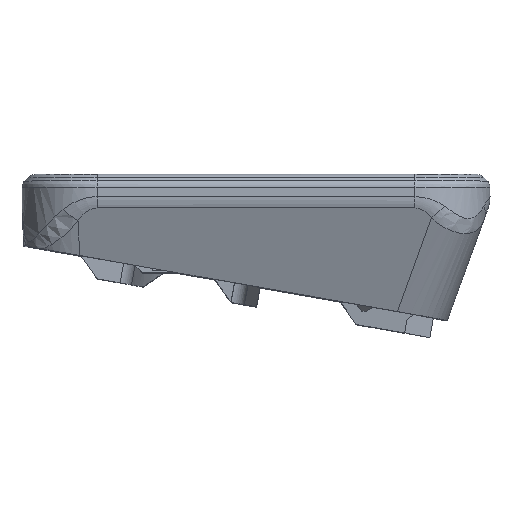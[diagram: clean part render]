
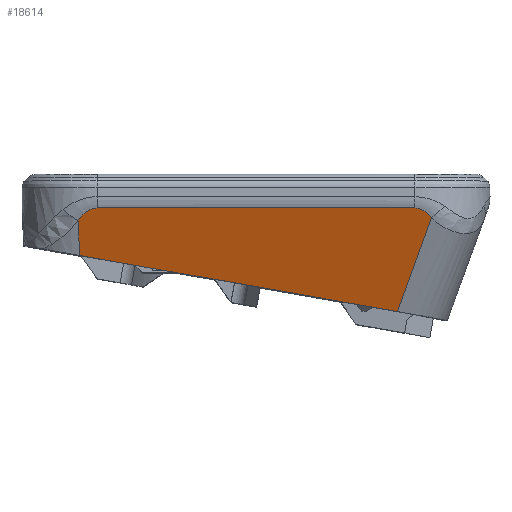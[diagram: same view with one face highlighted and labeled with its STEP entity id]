
A CAD part, top view. The second image highlights one B-rep face of the part: STEP entity #18614.
In plain terms, the highlighted free-form (B-spline) face has degree [1, 1] with [2, 2] control points.
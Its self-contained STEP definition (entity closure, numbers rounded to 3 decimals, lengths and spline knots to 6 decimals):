
#12=LINE('',#24213,#2045);
#2045=VECTOR('',#20251,1.);
#5063=ORIENTED_EDGE('',*,*,#10821,.T.);
#5064=ORIENTED_EDGE('',*,*,#10822,.T.);
#5065=ORIENTED_EDGE('',*,*,#10815,.T.);
#5066=ORIENTED_EDGE('',*,*,#10823,.F.);
#5067=ORIENTED_EDGE('',*,*,#10824,.T.);
#5068=ORIENTED_EDGE('',*,*,#10825,.T.);
#10815=EDGE_CURVE('',#13694,#13695,#15518,.F.);
#10821=EDGE_CURVE('',#13700,#13701,#15524,.T.);
#10822=EDGE_CURVE('',#13701,#13694,#15525,.T.);
#10823=EDGE_CURVE('',#13702,#13695,#12,.T.);
#10824=EDGE_CURVE('',#13702,#13703,#15526,.T.);
#10825=EDGE_CURVE('',#13703,#13700,#15527,.T.);
#13694=VERTEX_POINT('',#24092);
#13695=VERTEX_POINT('',#24093);
#13700=VERTEX_POINT('',#24207);
#13701=VERTEX_POINT('',#24208);
#13702=VERTEX_POINT('',#24214);
#13703=VERTEX_POINT('',#24219);
#15518=B_SPLINE_CURVE_WITH_KNOTS('',3,(#24088,#24089,#24090,#24091),
 .UNSPECIFIED.,.F.,.F.,(4,4),(0.,1.),.UNSPECIFIED.);
#15524=B_SPLINE_CURVE_WITH_KNOTS('',3,(#24203,#24204,#24205,#24206),
 .UNSPECIFIED.,.F.,.F.,(4,4),(0.,1.),.UNSPECIFIED.);
#15525=B_SPLINE_CURVE_WITH_KNOTS('',3,(#24209,#24210,#24211,#24212),
 .UNSPECIFIED.,.F.,.F.,(4,4),(0.,1.),.UNSPECIFIED.);
#15526=B_SPLINE_CURVE_WITH_KNOTS('',3,(#24215,#24216,#24217,#24218),
 .UNSPECIFIED.,.F.,.F.,(4,4),(0.,1.),.UNSPECIFIED.);
#15527=B_SPLINE_CURVE_WITH_KNOTS('',3,(#24220,#24221,#24222,#24223),
 .UNSPECIFIED.,.F.,.F.,(4,4),(0.,1.),.UNSPECIFIED.);
#15754=EDGE_LOOP('',(#5063,#5064,#5065,#5066,#5067,#5068));
#16837=FACE_BOUND('',#15754,.T.);
#17909=B_SPLINE_SURFACE_WITH_KNOTS('',1,1,((#24199,#24200),(#24201,#24202)),
 .PLANE_SURF.,.F.,.F.,.F.,(2,2),(2,2),(0.,1.),(0.,1.),.UNSPECIFIED.);
#18614=ADVANCED_FACE('',(#16837),#17909,.T.);
#20251=DIRECTION('',(-0.983,0.173,0.063));
#24088=CARTESIAN_POINT('',(0.003708,0.012303,0.049228));
#24089=CARTESIAN_POINT('',(0.003578,0.014782,0.05013));
#24090=CARTESIAN_POINT('',(0.003448,0.01726,0.051032));
#24091=CARTESIAN_POINT('',(0.003318,0.019738,0.051934));
#24092=CARTESIAN_POINT('',(0.003318,0.019738,0.051934));
#24093=CARTESIAN_POINT('',(0.003708,0.012303,0.049228));
#24199=CARTESIAN_POINT('',(-0.000946,-0.000869,0.044434));
#24200=CARTESIAN_POINT('',(-0.000946,0.023537,0.053317));
#24201=CARTESIAN_POINT('',(0.082925,-0.000869,0.044434));
#24202=CARTESIAN_POINT('',(0.082925,0.023537,0.053317));
#24203=CARTESIAN_POINT('',(0.0751,0.022427,0.052913));
#24204=CARTESIAN_POINT('',(0.052533,0.022427,0.052913));
#24205=CARTESIAN_POINT('',(0.029966,0.022427,0.052913));
#24206=CARTESIAN_POINT('',(0.007399,0.022427,0.052913));
#24207=CARTESIAN_POINT('',(0.0751,0.022427,0.052914));
#24208=CARTESIAN_POINT('',(0.007399,0.022427,0.052914));
#24209=CARTESIAN_POINT('',(0.007399,0.022427,0.052913));
#24210=CARTESIAN_POINT('',(0.005991,0.022427,0.052913));
#24211=CARTESIAN_POINT('',(0.004574,0.021493,0.052573));
#24212=CARTESIAN_POINT('',(0.003318,0.019738,0.051934));
#24213=CARTESIAN_POINT('',(0.03803,0.006251,0.047026));
#24214=CARTESIAN_POINT('',(0.07137,0.000373,0.044886));
#24215=CARTESIAN_POINT('',(0.07137,0.000373,0.044886));
#24216=CARTESIAN_POINT('',(0.0738,0.00705,0.047316));
#24217=CARTESIAN_POINT('',(0.07623,0.013727,0.049747));
#24218=CARTESIAN_POINT('',(0.078661,0.020404,0.052177));
#24219=CARTESIAN_POINT('',(0.078661,0.020404,0.052177));
#24220=CARTESIAN_POINT('',(0.078661,0.020404,0.052177));
#24221=CARTESIAN_POINT('',(0.07754,0.021732,0.05266));
#24222=CARTESIAN_POINT('',(0.076318,0.022425,0.052913));
#24223=CARTESIAN_POINT('',(0.0751,0.022427,0.052913));
